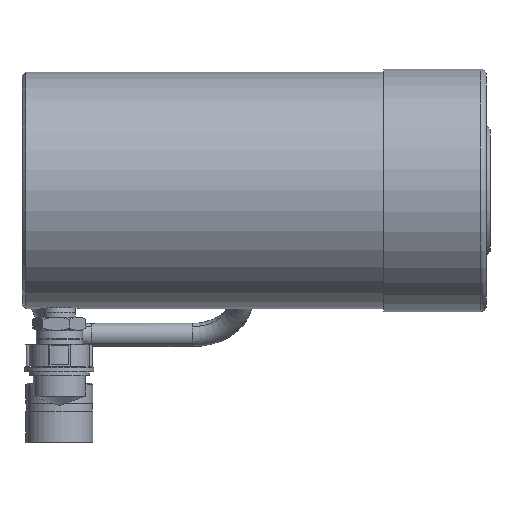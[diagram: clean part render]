
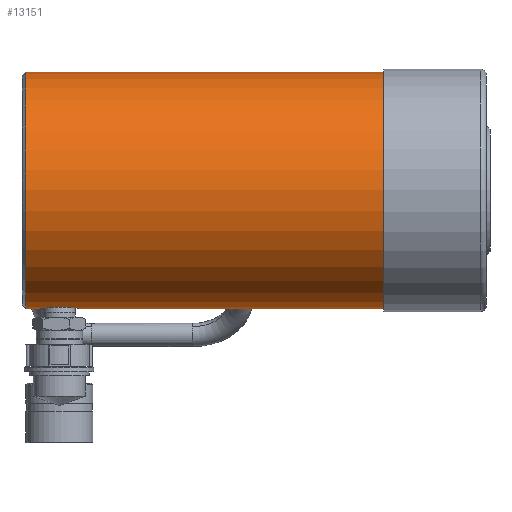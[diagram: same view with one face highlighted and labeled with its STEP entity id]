
A CAD part, front view. The second image highlights one B-rep face of the part: STEP entity #13151.
In plain terms, the highlighted cylindrical face has radius 63.5 mm (diameter 127 mm), a partial arc.
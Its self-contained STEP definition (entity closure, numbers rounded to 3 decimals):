
#140 = CARTESIAN_POINT ( 'NONE',  ( 0., 0., 63.5 ) ) ;
#208 = CARTESIAN_POINT ( 'NONE',  ( 30.63, -2.85, -63.437 ) ) ;
#283 = CARTESIAN_POINT ( 'NONE',  ( 23.881, -10.299, -62.659 ) ) ;
#523 = CARTESIAN_POINT ( 'NONE',  ( 15.127, -9.868, -62.729 ) ) ;
#817 = LINE ( 'NONE', #26945, #12951 ) ;
#864 = B_SPLINE_CURVE_WITH_KNOTS ( 'NONE', 3,
 ( #30916, #5389, #27932, #24965, #28124, #30150, #10397, #19994, #29290, #12669, #29412, #29570, #10824, #32822, #23157, #8605, #21536, #21223, #16350, #523, #34470, #8714, #1337, #1448, #19748, #27051, #4079, #23368 ),
 .UNSPECIFIED., .F., .F.,
 ( 4, 2, 2, 2, 2, 2, 2, 2, 2, 2, 2, 2, 2, 4 ),
 ( 0.017, 0.018, 0.019, 0.022, 0.023, 0.024, 0.025, 0.026, 0.028, 0.029, 0.03, 0.032, 0.033, 0.034 ),
 .UNSPECIFIED. ) ;
#1337 = CARTESIAN_POINT ( 'NONE',  ( 17.139, -10.646, -62.601 ) ) ;
#1448 = CARTESIAN_POINT ( 'NONE',  ( 18.199, -10.857, -62.565 ) ) ;
#2242 = CARTESIAN_POINT ( 'NONE',  ( 27.268, -8.288, -62.959 ) ) ;
#2488 = EDGE_CURVE ( 'NONE', #23261, #15474, #18800, .T. ) ;
#2703 = EDGE_CURVE ( 'NONE', #23230, #4132, #817, .T. ) ;
#3643 = CARTESIAN_POINT ( 'NONE',  ( 241.845, 0., -63.5 ) ) ;
#4079 = CARTESIAN_POINT ( 'NONE',  ( 19.641, -11., -62.54 ) ) ;
#4132 = VERTEX_POINT ( 'NONE', #32841 ) ;
#4409 = ORIENTED_EDGE ( 'NONE', *, *, #20252, .T. ) ;
#4865 = CARTESIAN_POINT ( 'NONE',  ( 30.421, -3.541, -63.402 ) ) ;
#4972 = ORIENTED_EDGE ( 'NONE', *, *, #2703, .F. ) ;
#4998 = CARTESIAN_POINT ( 'NONE',  ( 28.747, -6.709, -63.147 ) ) ;
#5389 = CARTESIAN_POINT ( 'NONE',  ( 9., -0.359, -63.5 ) ) ;
#6262 = EDGE_LOOP ( 'NONE', ( #34965, #14980, #4409, #22912, #4972, #8555, #29152 ) ) ;
#7006 = CARTESIAN_POINT ( 'NONE',  ( 29.882, -4.885, -63.315 ) ) ;
#7245 = CARTESIAN_POINT ( 'NONE',  ( 24.543, -10.024, -62.704 ) ) ;
#8056 = DIRECTION ( 'NONE',  ( -1., 0., 0. ) ) ;
#8204 = DIRECTION ( 'NONE',  ( 0., 0., 1. ) ) ;
#8555 = ORIENTED_EDGE ( 'NONE', *, *, #27068, .T. ) ;
#8605 = CARTESIAN_POINT ( 'NONE',  ( 12.736, -8.292, -62.958 ) ) ;
#8714 = CARTESIAN_POINT ( 'NONE',  ( 16.454, -10.438, -62.637 ) ) ;
#9024 = DIRECTION ( 'NONE',  ( -1., 0., 0. ) ) ;
#9570 = CARTESIAN_POINT ( 'NONE',  ( 0., 0., -63.5 ) ) ;
#9701 = CARTESIAN_POINT ( 'NONE',  ( 25.503, -9.531, -62.781 ) ) ;
#10397 = CARTESIAN_POINT ( 'NONE',  ( 9.562, -3.547, -63.404 ) ) ;
#10824 = CARTESIAN_POINT ( 'NONE',  ( 11.27, -6.701, -63.146 ) ) ;
#11266 = CARTESIAN_POINT ( 'NONE',  ( 31., 0., -63.5 ) ) ;
#11403 = CIRCLE ( 'NONE', #28928, 63.5 ) ;
#12240 = CARTESIAN_POINT ( 'NONE',  ( 2., 0., 0. ) ) ;
#12447 = VERTEX_POINT ( 'NONE', #31361 ) ;
#12669 = CARTESIAN_POINT ( 'NONE',  ( 10.474, -5.512, -63.261 ) ) ;
#12951 = VECTOR ( 'NONE', #18750, 1000. ) ;
#13151 = ADVANCED_FACE ( 'NONE', ( #18683 ), #22587, .T. ) ;
#13223 = CARTESIAN_POINT ( 'NONE',  ( 29.544, -5.516, -63.263 ) ) ;
#13370 = DIRECTION ( 'NONE',  ( -1., 0., 0. ) ) ;
#14228 = AXIS2_PLACEMENT_3D ( 'NONE', #24598, #8056, #20106 ) ;
#14980 = ORIENTED_EDGE ( 'NONE', *, *, #32208, .T. ) ;
#15213 = CARTESIAN_POINT ( 'NONE',  ( 20.719, -11., -62.54 ) ) ;
#15354 = DIRECTION ( 'NONE',  ( -1., 0., 0. ) ) ;
#15444 = DIRECTION ( 'NONE',  ( -1., 0., 0. ) ) ;
#15474 = VERTEX_POINT ( 'NONE', #11266 ) ;
#16283 = CARTESIAN_POINT ( 'NONE',  ( 30.911, -1.443, -63.485 ) ) ;
#16350 = CARTESIAN_POINT ( 'NONE',  ( 14.49, -9.527, -62.781 ) ) ;
#16959 = CARTESIAN_POINT ( 'NONE',  ( 30.805, -2.153, -63.466 ) ) ;
#17361 = LINE ( 'NONE', #9570, #19186 ) ;
#17856 = DIRECTION ( 'NONE',  ( 0., 0., 1. ) ) ;
#18203 = CARTESIAN_POINT ( 'NONE',  ( 24.868, -9.871, -62.728 ) ) ;
#18347 = VECTOR ( 'NONE', #13370, 1000. ) ;
#18683 = FACE_OUTER_BOUND ( 'NONE', #6262, .T. ) ;
#18750 = DIRECTION ( 'NONE',  ( -1., 0., 0. ) ) ;
#18800 = B_SPLINE_CURVE_WITH_KNOTS ( 'NONE', 3,
 ( #21399, #15213, #30090, #18875, #21882, #19849, #283, #7245, #18203, #9701, #34225, #24073, #2242, #31547, #4998, #13223, #7006, #27024, #4865, #208, #16959, #16283, #34292, #33082, #32655 ),
 .UNSPECIFIED., .F., .F.,
 ( 4, 2, 2, 2, 2, 2, 2, 2, 2, 2, 1, 2, 4 ),
 ( 0.034, 0.037, 0.038, 0.039, 0.04, 0.041, 0.043, 0.045, 0.047, 0.048, 0.05, 0.051, 0.052 ),
 .UNSPECIFIED. ) ;
#18875 = CARTESIAN_POINT ( 'NONE',  ( 22.502, -10.718, -62.589 ) ) ;
#19186 = VECTOR ( 'NONE', #15354, 1000. ) ;
#19748 = CARTESIAN_POINT ( 'NONE',  ( 18.559, -10.911, -62.556 ) ) ;
#19849 = CARTESIAN_POINT ( 'NONE',  ( 23.543, -10.42, -62.639 ) ) ;
#19864 = VERTEX_POINT ( 'NONE', #32213 ) ;
#19994 = CARTESIAN_POINT ( 'NONE',  ( 9.977, -4.547, -63.338 ) ) ;
#20106 = DIRECTION ( 'NONE',  ( 0., 0., 1. ) ) ;
#20252 = EDGE_CURVE ( 'NONE', #12447, #19864, #24715, .T. ) ;
#21223 = CARTESIAN_POINT ( 'NONE',  ( 14.182, -9.342, -62.809 ) ) ;
#21399 = CARTESIAN_POINT ( 'NONE',  ( 20., -11., -62.54 ) ) ;
#21536 = CARTESIAN_POINT ( 'NONE',  ( 13.29, -8.745, -62.896 ) ) ;
#21882 = CARTESIAN_POINT ( 'NONE',  ( 22.854, -10.629, -62.604 ) ) ;
#21985 = CARTESIAN_POINT ( 'NONE',  ( 20., -11., -62.54 ) ) ;
#22587 = CYLINDRICAL_SURFACE ( 'NONE', #14228, 63.5 ) ;
#22912 = ORIENTED_EDGE ( 'NONE', *, *, #28333, .F. ) ;
#23157 = CARTESIAN_POINT ( 'NONE',  ( 11.968, -7.524, -63.053 ) ) ;
#23227 = EDGE_CURVE ( 'NONE', #32191, #15474, #17361, .T. ) ;
#23230 = VERTEX_POINT ( 'NONE', #23747 ) ;
#23261 = VERTEX_POINT ( 'NONE', #21985 ) ;
#23368 = CARTESIAN_POINT ( 'NONE',  ( 20., -11., -62.54 ) ) ;
#23747 = CARTESIAN_POINT ( 'NONE',  ( 9., 0., -63.5 ) ) ;
#24073 = CARTESIAN_POINT ( 'NONE',  ( 26.715, -8.742, -62.897 ) ) ;
#24598 = CARTESIAN_POINT ( 'NONE',  ( 0., 0., 0. ) ) ;
#24715 = LINE ( 'NONE', #140, #18347 ) ;
#24965 = CARTESIAN_POINT ( 'NONE',  ( 9.089, -1.443, -63.485 ) ) ;
#26945 = CARTESIAN_POINT ( 'NONE',  ( 0., 0., -63.5 ) ) ;
#27024 = CARTESIAN_POINT ( 'NONE',  ( 30.298, -3.884, -63.382 ) ) ;
#27051 = CARTESIAN_POINT ( 'NONE',  ( 19.281, -10.982, -62.543 ) ) ;
#27068 = EDGE_CURVE ( 'NONE', #23230, #23261, #864, .T. ) ;
#27932 = CARTESIAN_POINT ( 'NONE',  ( 9.018, -0.72, -63.497 ) ) ;
#28124 = CARTESIAN_POINT ( 'NONE',  ( 9.143, -1.802, -63.475 ) ) ;
#28333 = EDGE_CURVE ( 'NONE', #4132, #19864, #11403, .T. ) ;
#28928 = AXIS2_PLACEMENT_3D ( 'NONE', #12240, #9024, #8204 ) ;
#29152 = ORIENTED_EDGE ( 'NONE', *, *, #2488, .T. ) ;
#29290 = CARTESIAN_POINT ( 'NONE',  ( 10.133, -4.876, -63.313 ) ) ;
#29412 = CARTESIAN_POINT ( 'NONE',  ( 10.658, -5.819, -63.234 ) ) ;
#29570 = CARTESIAN_POINT ( 'NONE',  ( 11.056, -6.414, -63.176 ) ) ;
#30008 = CARTESIAN_POINT ( 'NONE',  ( 241.845, 0., 0. ) ) ;
#30090 = CARTESIAN_POINT ( 'NONE',  ( 21.434, -10.93, -62.552 ) ) ;
#30150 = CARTESIAN_POINT ( 'NONE',  ( 9.354, -2.861, -63.439 ) ) ;
#30916 = CARTESIAN_POINT ( 'NONE',  ( 9., 0., -63.5 ) ) ;
#31120 = CIRCLE ( 'NONE', #32010, 63.5 ) ;
#31361 = CARTESIAN_POINT ( 'NONE',  ( 241.845, 0., 63.5 ) ) ;
#31547 = CARTESIAN_POINT ( 'NONE',  ( 28.283, -7.274, -63.084 ) ) ;
#32010 = AXIS2_PLACEMENT_3D ( 'NONE', #30008, #15444, #17856 ) ;
#32191 = VERTEX_POINT ( 'NONE', #3643 ) ;
#32208 = EDGE_CURVE ( 'NONE', #32191, #12447, #31120, .T. ) ;
#32213 = CARTESIAN_POINT ( 'NONE',  ( 2., 0., 63.5 ) ) ;
#32655 = CARTESIAN_POINT ( 'NONE',  ( 31., 0., -63.5 ) ) ;
#32822 = CARTESIAN_POINT ( 'NONE',  ( 11.725, -7.256, -63.085 ) ) ;
#32841 = CARTESIAN_POINT ( 'NONE',  ( 2., 0., -63.5 ) ) ;
#33082 = CARTESIAN_POINT ( 'NONE',  ( 31., -0.363, -63.5 ) ) ;
#34225 = CARTESIAN_POINT ( 'NONE',  ( 25.816, -9.344, -62.809 ) ) ;
#34292 = CARTESIAN_POINT ( 'NONE',  ( 30.982, -0.726, -63.497 ) ) ;
#34470 = CARTESIAN_POINT ( 'NONE',  ( 15.456, -10.024, -62.704 ) ) ;
#34965 = ORIENTED_EDGE ( 'NONE', *, *, #23227, .F. ) ;
